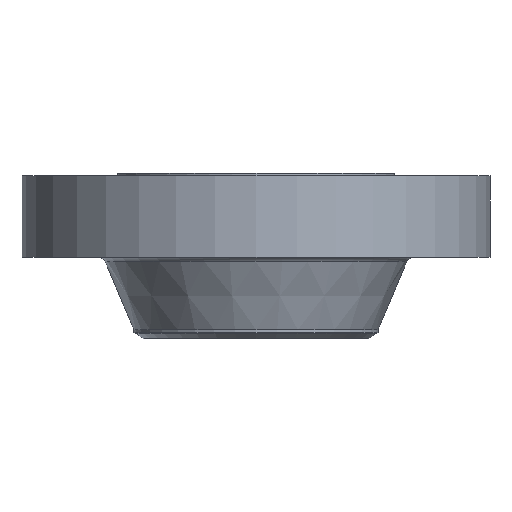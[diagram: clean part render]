
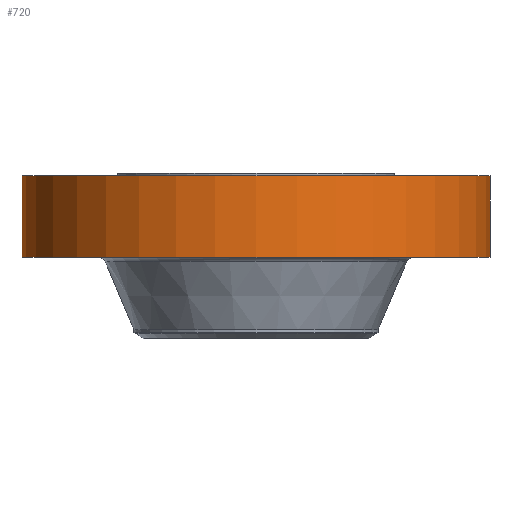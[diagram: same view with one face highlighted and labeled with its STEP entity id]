
A CAD part, front view. The second image highlights one B-rep face of the part: STEP entity #720.
In plain terms, the highlighted cylindrical face has radius 584.2 mm (diameter 1168.4 mm), a partial arc.
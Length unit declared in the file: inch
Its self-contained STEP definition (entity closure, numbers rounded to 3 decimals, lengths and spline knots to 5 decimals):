
#8 = EDGE_CURVE ( 'NONE', #292, #127, #962, .T. ) ;
#17 = ORIENTED_EDGE ( 'NONE', *, *, #877, .T. ) ;
#23 = DIRECTION ( 'NONE',  ( 0., 0., 1. ) ) ;
#127 = VERTEX_POINT ( 'NONE', #1326 ) ;
#250 = VERTEX_POINT ( 'NONE', #278 ) ;
#273 = DIRECTION ( 'NONE',  ( 0., 0., 1. ) ) ;
#278 = CARTESIAN_POINT ( 'NONE',  ( 23., 0., -0.25 ) ) ;
#292 = VERTEX_POINT ( 'NONE', #1407 ) ;
#300 = LINE ( 'NONE', #859, #1426 ) ;
#318 = DIRECTION ( 'NONE',  ( 1., 0., 0. ) ) ;
#329 = LINE ( 'NONE', #1345, #706 ) ;
#379 = EDGE_CURVE ( 'NONE', #292, #1784, #300, .T. ) ;
#530 = CIRCLE ( 'NONE', #1548, 23. ) ;
#618 = DIRECTION ( 'NONE',  ( 0., 0., 1. ) ) ;
#679 = FACE_OUTER_BOUND ( 'NONE', #1651, .T. ) ;
#706 = VECTOR ( 'NONE', #618, 39.37008 ) ;
#720 = ADVANCED_FACE ( 'NONE', ( #679 ), #1787, .T. ) ;
#756 = DIRECTION ( 'NONE',  ( 0., 0., 1. ) ) ;
#859 = CARTESIAN_POINT ( 'NONE',  ( -23., 0., 0. ) ) ;
#877 = EDGE_CURVE ( 'NONE', #127, #250, #329, .T. ) ;
#929 = AXIS2_PLACEMENT_3D ( 'NONE', #1310, #756, #318 ) ;
#947 = EDGE_CURVE ( 'NONE', #1784, #250, #530, .T. ) ;
#962 = CIRCLE ( 'NONE', #929, 23. ) ;
#1027 = CARTESIAN_POINT ( 'NONE',  ( -23., 0., -0.25 ) ) ;
#1032 = DIRECTION ( 'NONE',  ( 0., 0., 1. ) ) ;
#1262 = DIRECTION ( 'NONE',  ( 1., 0., 0. ) ) ;
#1294 = AXIS2_PLACEMENT_3D ( 'NONE', #1525, #273, #1262 ) ;
#1310 = CARTESIAN_POINT ( 'NONE',  ( 0., 0., -8.25 ) ) ;
#1326 = CARTESIAN_POINT ( 'NONE',  ( 23., 0., -8.25 ) ) ;
#1345 = CARTESIAN_POINT ( 'NONE',  ( 23., 0., 0. ) ) ;
#1407 = CARTESIAN_POINT ( 'NONE',  ( -23., 0., -8.25 ) ) ;
#1426 = VECTOR ( 'NONE', #23, 39.37008 ) ;
#1442 = ORIENTED_EDGE ( 'NONE', *, *, #947, .F. ) ;
#1525 = CARTESIAN_POINT ( 'NONE',  ( 0., 0., 0. ) ) ;
#1548 = AXIS2_PLACEMENT_3D ( 'NONE', #1576, #1032, #1583 ) ;
#1576 = CARTESIAN_POINT ( 'NONE',  ( 0., 0., -0.25 ) ) ;
#1583 = DIRECTION ( 'NONE',  ( 1., 0., 0. ) ) ;
#1651 = EDGE_LOOP ( 'NONE', ( #1685, #1764, #17, #1442 ) ) ;
#1685 = ORIENTED_EDGE ( 'NONE', *, *, #379, .F. ) ;
#1764 = ORIENTED_EDGE ( 'NONE', *, *, #8, .T. ) ;
#1784 = VERTEX_POINT ( 'NONE', #1027 ) ;
#1787 = CYLINDRICAL_SURFACE ( 'NONE', #1294, 23. ) ;
